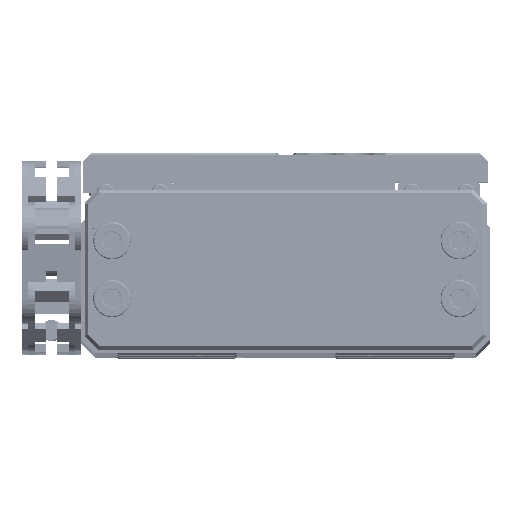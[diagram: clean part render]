
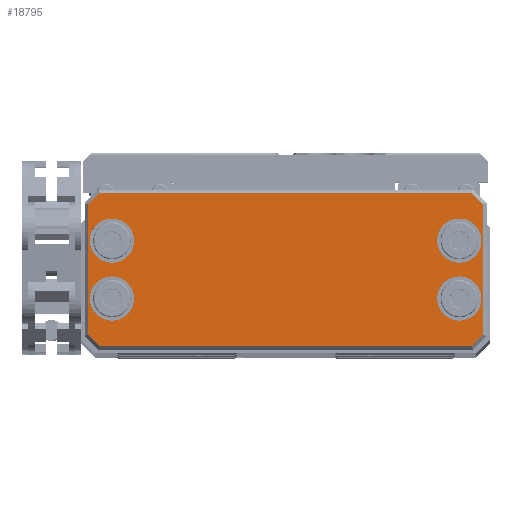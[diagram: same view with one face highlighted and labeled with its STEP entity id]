
A CAD part, top view. The second image highlights one B-rep face of the part: STEP entity #18795.
In plain terms, the highlighted planar face has unit normal (0, 0, 1).
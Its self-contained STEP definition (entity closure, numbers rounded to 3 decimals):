
#523 = CARTESIAN_POINT ( 'NONE',  ( -10.396, -13.104, 11. ) ) ;
#718 = CIRCLE ( 'NONE', #54590, 3.25 ) ;
#2274 = ORIENTED_EDGE ( 'NONE', *, *, #48170, .F. ) ;
#2394 = CARTESIAN_POINT ( 'NONE',  ( 56.793, -23., 11. ) ) ;
#2548 = CARTESIAN_POINT ( 'NONE',  ( 2., -0.5, 11. ) ) ;
#2689 = ORIENTED_EDGE ( 'NONE', *, *, #58499, .T. ) ;
#2923 = LINE ( 'NONE', #58421, #38541 ) ;
#3677 = CARTESIAN_POINT ( 'NONE',  ( 55., -7.5, 11. ) ) ;
#4639 = VERTEX_POINT ( 'NONE', #9248 ) ;
#4923 = CARTESIAN_POINT ( 'NONE',  ( 58.5, -2., 11. ) ) ;
#5222 = FACE_BOUND ( 'NONE', #34844, .T. ) ;
#5425 = LINE ( 'NONE', #523, #40712 ) ;
#5541 = VECTOR ( 'NONE', #58342, 1000. ) ;
#5774 = ORIENTED_EDGE ( 'NONE', *, *, #52752, .F. ) ;
#5953 = DIRECTION ( 'NONE',  ( 0., -1., 0. ) ) ;
#6083 = VERTEX_POINT ( 'NONE', #60060 ) ;
#6295 = VECTOR ( 'NONE', #51443, 1000. ) ;
#6374 = VECTOR ( 'NONE', #47511, 1000. ) ;
#7238 = DIRECTION ( 'NONE',  ( 0.707, -0.707, 0. ) ) ;
#7332 = EDGE_CURVE ( 'NONE', #59619, #21970, #26230, .T. ) ;
#7965 = DIRECTION ( 'NONE',  ( 0., 0., 1. ) ) ;
#8543 = DIRECTION ( 'NONE',  ( 1., 0., 0. ) ) ;
#9248 = CARTESIAN_POINT ( 'NONE',  ( 58.5, -21.293, 11. ) ) ;
#9519 = DIRECTION ( 'NONE',  ( 1., 0., 0. ) ) ;
#10187 = DIRECTION ( 'NONE',  ( 1., 0., 0. ) ) ;
#10565 = LINE ( 'NONE', #47929, #28517 ) ;
#10627 = VERTEX_POINT ( 'NONE', #41678 ) ;
#11519 = DIRECTION ( 'NONE',  ( 1., 0., 0. ) ) ;
#11546 = FACE_BOUND ( 'NONE', #54415, .T. ) ;
#12671 = EDGE_LOOP ( 'NONE', ( #57533, #2274 ) ) ;
#13444 = EDGE_CURVE ( 'NONE', #19589, #57788, #55282, .T. ) ;
#14618 = ORIENTED_EDGE ( 'NONE', *, *, #22404, .T. ) ;
#14976 = AXIS2_PLACEMENT_3D ( 'NONE', #23621, #51514, #9519 ) ;
#15047 = CARTESIAN_POINT ( 'NONE',  ( 39.896, 16.396, 11. ) ) ;
#15576 = LINE ( 'NONE', #34236, #34014 ) ;
#15795 = CARTESIAN_POINT ( 'NONE',  ( 0.75, -16., 11. ) ) ;
#16139 = DIRECTION ( 'NONE',  ( 0., 0., 1. ) ) ;
#16161 = ORIENTED_EDGE ( 'NONE', *, *, #51872, .T. ) ;
#18100 = ORIENTED_EDGE ( 'NONE', *, *, #7332, .F. ) ;
#18747 = DIRECTION ( 'NONE',  ( 0., 1., 0. ) ) ;
#18795 = ADVANCED_FACE ( 'NONE', ( #20767, #5222, #34834, #39450, #11546 ), #33105, .T. ) ;
#19589 = VERTEX_POINT ( 'NONE', #36886 ) ;
#19606 = EDGE_CURVE ( 'NONE', #47188, #31447, #51087, .T. ) ;
#20028 = DIRECTION ( 'NONE',  ( 0., 0., 1. ) ) ;
#20767 = FACE_OUTER_BOUND ( 'NONE', #56347, .T. ) ;
#20798 = ORIENTED_EDGE ( 'NONE', *, *, #54140, .F. ) ;
#20954 = AXIS2_PLACEMENT_3D ( 'NONE', #41548, #37232, #32932 ) ;
#21175 = AXIS2_PLACEMENT_3D ( 'NONE', #30363, #31267, #22434 ) ;
#21541 = VECTOR ( 'NONE', #18747, 1000. ) ;
#21703 = CARTESIAN_POINT ( 'NONE',  ( 0.5, -21.293, 11. ) ) ;
#21970 = VERTEX_POINT ( 'NONE', #30701 ) ;
#22315 = VERTEX_POINT ( 'NONE', #21703 ) ;
#22404 = EDGE_CURVE ( 'NONE', #60127, #25541, #5425, .T. ) ;
#22434 = DIRECTION ( 'NONE',  ( 1., 0., 0. ) ) ;
#22435 = ORIENTED_EDGE ( 'NONE', *, *, #43427, .T. ) ;
#22732 = ORIENTED_EDGE ( 'NONE', *, *, #49784, .T. ) ;
#23043 = EDGE_CURVE ( 'NONE', #57704, #60127, #54056, .T. ) ;
#23621 = CARTESIAN_POINT ( 'NONE',  ( 0., -23.5, 11. ) ) ;
#25541 = VERTEX_POINT ( 'NONE', #60312 ) ;
#26230 = CIRCLE ( 'NONE', #60493, 3.25 ) ;
#26594 = AXIS2_PLACEMENT_3D ( 'NONE', #50538, #46242, #8543 ) ;
#26631 = AXIS2_PLACEMENT_3D ( 'NONE', #60192, #31649, #50379 ) ;
#26976 = DIRECTION ( 'NONE',  ( 1., 0., 0. ) ) ;
#27711 = VERTEX_POINT ( 'NONE', #2394 ) ;
#28115 = EDGE_CURVE ( 'NONE', #55217, #6083, #30617, .T. ) ;
#28517 = VECTOR ( 'NONE', #5953, 1000. ) ;
#30187 = CARTESIAN_POINT ( 'NONE',  ( 4., -7.5, 11. ) ) ;
#30363 = CARTESIAN_POINT ( 'NONE',  ( 4., -7.5, 11. ) ) ;
#30617 = CIRCLE ( 'NONE', #56125, 3.25 ) ;
#30701 = CARTESIAN_POINT ( 'NONE',  ( 51.75, -7.5, 11. ) ) ;
#31267 = DIRECTION ( 'NONE',  ( 0., 0., 1. ) ) ;
#31447 = VERTEX_POINT ( 'NONE', #41410 ) ;
#31649 = DIRECTION ( 'NONE',  ( 0., 0., 1. ) ) ;
#32515 = LINE ( 'NONE', #4923, #21541 ) ;
#32733 = CARTESIAN_POINT ( 'NONE',  ( 28.146, -51.646, 11. ) ) ;
#32932 = DIRECTION ( 'NONE',  ( 1., 0., 0. ) ) ;
#33105 = PLANE ( 'NONE',  #14976 ) ;
#33449 = EDGE_LOOP ( 'NONE', ( #20798, #36127 ) ) ;
#34014 = VECTOR ( 'NONE', #44028, 1000. ) ;
#34236 = CARTESIAN_POINT ( 'NONE',  ( 57., -23., 11. ) ) ;
#34413 = ORIENTED_EDGE ( 'NONE', *, *, #28115, .F. ) ;
#34761 = ORIENTED_EDGE ( 'NONE', *, *, #37823, .T. ) ;
#34834 = FACE_BOUND ( 'NONE', #33449, .T. ) ;
#34844 = EDGE_LOOP ( 'NONE', ( #5774, #34413 ) ) ;
#35187 = CARTESIAN_POINT ( 'NONE',  ( 56.793, -0.5, 11. ) ) ;
#36127 = ORIENTED_EDGE ( 'NONE', *, *, #19606, .F. ) ;
#36886 = CARTESIAN_POINT ( 'NONE',  ( 58.25, -16., 11. ) ) ;
#36982 = VERTEX_POINT ( 'NONE', #40639 ) ;
#37232 = DIRECTION ( 'NONE',  ( 0., 0., 1. ) ) ;
#37823 = EDGE_CURVE ( 'NONE', #27711, #4639, #37928, .T. ) ;
#37928 = LINE ( 'NONE', #32733, #6295 ) ;
#38004 = LINE ( 'NONE', #15047, #6374 ) ;
#38541 = VECTOR ( 'NONE', #7238, 1000. ) ;
#39450 = FACE_BOUND ( 'NONE', #12671, .T. ) ;
#39617 = AXIS2_PLACEMENT_3D ( 'NONE', #51564, #47554, #10187 ) ;
#40639 = CARTESIAN_POINT ( 'NONE',  ( 58.5, -2.207, 11. ) ) ;
#40712 = VECTOR ( 'NONE', #51110, 1000. ) ;
#41410 = CARTESIAN_POINT ( 'NONE',  ( 7.25, -16., 11. ) ) ;
#41548 = CARTESIAN_POINT ( 'NONE',  ( 55., -7.5, 11. ) ) ;
#41613 = EDGE_CURVE ( 'NONE', #10627, #27711, #15576, .T. ) ;
#41678 = CARTESIAN_POINT ( 'NONE',  ( 2.207, -23., 11. ) ) ;
#43427 = EDGE_CURVE ( 'NONE', #4639, #36982, #32515, .T. ) ;
#44028 = DIRECTION ( 'NONE',  ( 1., 0., 0. ) ) ;
#45286 = ORIENTED_EDGE ( 'NONE', *, *, #41613, .T. ) ;
#46242 = DIRECTION ( 'NONE',  ( 0., 0., 1. ) ) ;
#46371 = CIRCLE ( 'NONE', #20954, 3.25 ) ;
#47188 = VERTEX_POINT ( 'NONE', #15795 ) ;
#47356 = CARTESIAN_POINT ( 'NONE',  ( 58.25, -7.5, 11. ) ) ;
#47511 = DIRECTION ( 'NONE',  ( -0.707, 0.707, 0. ) ) ;
#47554 = DIRECTION ( 'NONE',  ( 0., 0., 1. ) ) ;
#47885 = CARTESIAN_POINT ( 'NONE',  ( 4., -16., 11. ) ) ;
#47929 = CARTESIAN_POINT ( 'NONE',  ( 0.5, -21.5, 11. ) ) ;
#48170 = EDGE_CURVE ( 'NONE', #57788, #19589, #52063, .T. ) ;
#48482 = CARTESIAN_POINT ( 'NONE',  ( 2.207, -0.5, 11. ) ) ;
#49664 = EDGE_CURVE ( 'NONE', #21970, #59619, #46371, .T. ) ;
#49784 = EDGE_CURVE ( 'NONE', #22315, #10627, #2923, .T. ) ;
#50379 = DIRECTION ( 'NONE',  ( 1., 0., 0. ) ) ;
#50538 = CARTESIAN_POINT ( 'NONE',  ( 55., -16., 11. ) ) ;
#51087 = CIRCLE ( 'NONE', #26631, 3.25 ) ;
#51110 = DIRECTION ( 'NONE',  ( -0.707, -0.707, 0. ) ) ;
#51443 = DIRECTION ( 'NONE',  ( 0.707, 0.707, 0. ) ) ;
#51514 = DIRECTION ( 'NONE',  ( 0., 0., 1. ) ) ;
#51564 = CARTESIAN_POINT ( 'NONE',  ( 55., -16., 11. ) ) ;
#51872 = EDGE_CURVE ( 'NONE', #36982, #57704, #38004, .T. ) ;
#52063 = CIRCLE ( 'NONE', #26594, 3.25 ) ;
#52752 = EDGE_CURVE ( 'NONE', #6083, #55217, #57358, .T. ) ;
#53098 = ORIENTED_EDGE ( 'NONE', *, *, #49664, .F. ) ;
#53567 = CARTESIAN_POINT ( 'NONE',  ( 0.75, -7.5, 11. ) ) ;
#54056 = LINE ( 'NONE', #2548, #5541 ) ;
#54140 = EDGE_CURVE ( 'NONE', #31447, #47188, #718, .T. ) ;
#54415 = EDGE_LOOP ( 'NONE', ( #18100, #53098 ) ) ;
#54590 = AXIS2_PLACEMENT_3D ( 'NONE', #47885, #20028, #56505 ) ;
#55217 = VERTEX_POINT ( 'NONE', #53567 ) ;
#55282 = CIRCLE ( 'NONE', #39617, 3.25 ) ;
#56125 = AXIS2_PLACEMENT_3D ( 'NONE', #30187, #16139, #11519 ) ;
#56347 = EDGE_LOOP ( 'NONE', ( #22435, #16161, #59880, #14618, #2689, #22732, #45286, #34761 ) ) ;
#56505 = DIRECTION ( 'NONE',  ( 1., 0., 0. ) ) ;
#57358 = CIRCLE ( 'NONE', #21175, 3.25 ) ;
#57533 = ORIENTED_EDGE ( 'NONE', *, *, #13444, .F. ) ;
#57704 = VERTEX_POINT ( 'NONE', #35187 ) ;
#57788 = VERTEX_POINT ( 'NONE', #58808 ) ;
#58342 = DIRECTION ( 'NONE',  ( -1., 0., 0. ) ) ;
#58421 = CARTESIAN_POINT ( 'NONE',  ( 1.354, -22.146, 11. ) ) ;
#58499 = EDGE_CURVE ( 'NONE', #25541, #22315, #10565, .T. ) ;
#58808 = CARTESIAN_POINT ( 'NONE',  ( 51.75, -16., 11. ) ) ;
#59619 = VERTEX_POINT ( 'NONE', #47356 ) ;
#59880 = ORIENTED_EDGE ( 'NONE', *, *, #23043, .T. ) ;
#60060 = CARTESIAN_POINT ( 'NONE',  ( 7.25, -7.5, 11. ) ) ;
#60127 = VERTEX_POINT ( 'NONE', #48482 ) ;
#60192 = CARTESIAN_POINT ( 'NONE',  ( 4., -16., 11. ) ) ;
#60312 = CARTESIAN_POINT ( 'NONE',  ( 0.5, -2.207, 11. ) ) ;
#60493 = AXIS2_PLACEMENT_3D ( 'NONE', #3677, #7965, #26976 ) ;
